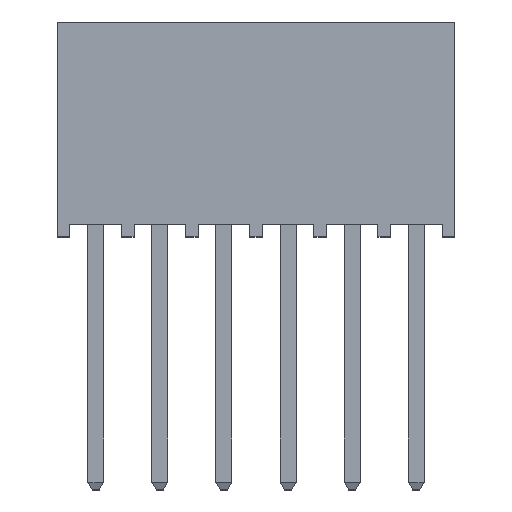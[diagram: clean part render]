
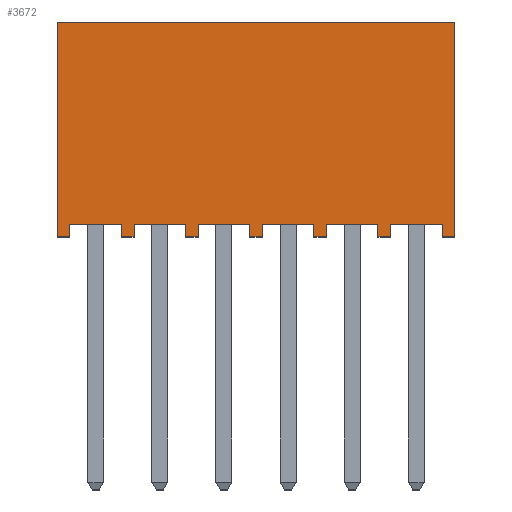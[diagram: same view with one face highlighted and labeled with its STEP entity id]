
A CAD part, top view. The second image highlights one B-rep face of the part: STEP entity #3672.
In plain terms, the highlighted planar face has unit normal (0, 0, 1).
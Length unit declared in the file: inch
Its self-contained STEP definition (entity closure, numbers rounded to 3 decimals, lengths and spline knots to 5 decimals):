
#59=ORIENTED_EDGE('',*,*,#1115,.F.);
#60=ORIENTED_EDGE('',*,*,#1116,.T.);
#61=ORIENTED_EDGE('',*,*,#1117,.F.);
#62=ORIENTED_EDGE('',*,*,#1118,.F.);
#63=ORIENTED_EDGE('',*,*,#1119,.T.);
#64=ORIENTED_EDGE('',*,*,#1120,.T.);
#65=ORIENTED_EDGE('',*,*,#1121,.F.);
#66=ORIENTED_EDGE('',*,*,#1122,.F.);
#67=ORIENTED_EDGE('',*,*,#1123,.F.);
#68=ORIENTED_EDGE('',*,*,#1124,.T.);
#69=ORIENTED_EDGE('',*,*,#1125,.F.);
#70=ORIENTED_EDGE('',*,*,#1126,.F.);
#71=ORIENTED_EDGE('',*,*,#1127,.F.);
#72=ORIENTED_EDGE('',*,*,#1128,.T.);
#73=ORIENTED_EDGE('',*,*,#1129,.F.);
#74=ORIENTED_EDGE('',*,*,#1130,.F.);
#75=ORIENTED_EDGE('',*,*,#1131,.F.);
#76=ORIENTED_EDGE('',*,*,#1132,.T.);
#77=ORIENTED_EDGE('',*,*,#1133,.F.);
#78=ORIENTED_EDGE('',*,*,#1134,.F.);
#79=ORIENTED_EDGE('',*,*,#1135,.F.);
#80=ORIENTED_EDGE('',*,*,#1136,.T.);
#81=ORIENTED_EDGE('',*,*,#1137,.F.);
#82=ORIENTED_EDGE('',*,*,#1138,.F.);
#83=ORIENTED_EDGE('',*,*,#1139,.F.);
#84=ORIENTED_EDGE('',*,*,#1140,.T.);
#85=ORIENTED_EDGE('',*,*,#1141,.F.);
#86=ORIENTED_EDGE('',*,*,#1142,.F.);
#1115=EDGE_CURVE('',#1643,#1644,#1995,.T.);
#1116=EDGE_CURVE('',#1643,#1645,#1996,.T.);
#1117=EDGE_CURVE('',#1646,#1645,#1997,.T.);
#1118=EDGE_CURVE('',#1647,#1646,#1998,.T.);
#1119=EDGE_CURVE('',#1647,#1648,#1999,.T.);
#1120=EDGE_CURVE('',#1648,#1649,#2000,.T.);
#1121=EDGE_CURVE('',#1650,#1649,#2001,.T.);
#1122=EDGE_CURVE('',#1651,#1650,#2002,.T.);
#1123=EDGE_CURVE('',#1652,#1651,#2003,.T.);
#1124=EDGE_CURVE('',#1652,#1653,#2004,.T.);
#1125=EDGE_CURVE('',#1654,#1653,#2005,.T.);
#1126=EDGE_CURVE('',#1655,#1654,#2006,.T.);
#1127=EDGE_CURVE('',#1656,#1655,#2007,.T.);
#1128=EDGE_CURVE('',#1656,#1657,#2008,.T.);
#1129=EDGE_CURVE('',#1658,#1657,#2009,.T.);
#1130=EDGE_CURVE('',#1659,#1658,#2010,.T.);
#1131=EDGE_CURVE('',#1660,#1659,#2011,.T.);
#1132=EDGE_CURVE('',#1660,#1661,#2012,.T.);
#1133=EDGE_CURVE('',#1662,#1661,#2013,.T.);
#1134=EDGE_CURVE('',#1663,#1662,#2014,.T.);
#1135=EDGE_CURVE('',#1664,#1663,#2015,.T.);
#1136=EDGE_CURVE('',#1664,#1665,#2016,.T.);
#1137=EDGE_CURVE('',#1666,#1665,#2017,.T.);
#1138=EDGE_CURVE('',#1667,#1666,#2018,.T.);
#1139=EDGE_CURVE('',#1668,#1667,#2019,.T.);
#1140=EDGE_CURVE('',#1668,#1669,#2020,.T.);
#1141=EDGE_CURVE('',#1670,#1669,#2021,.T.);
#1142=EDGE_CURVE('',#1644,#1670,#2022,.T.);
#1643=VERTEX_POINT('',#5061);
#1644=VERTEX_POINT('',#5062);
#1645=VERTEX_POINT('',#5064);
#1646=VERTEX_POINT('',#5066);
#1647=VERTEX_POINT('',#5068);
#1648=VERTEX_POINT('',#5070);
#1649=VERTEX_POINT('',#5072);
#1650=VERTEX_POINT('',#5074);
#1651=VERTEX_POINT('',#5076);
#1652=VERTEX_POINT('',#5078);
#1653=VERTEX_POINT('',#5080);
#1654=VERTEX_POINT('',#5082);
#1655=VERTEX_POINT('',#5084);
#1656=VERTEX_POINT('',#5086);
#1657=VERTEX_POINT('',#5088);
#1658=VERTEX_POINT('',#5090);
#1659=VERTEX_POINT('',#5092);
#1660=VERTEX_POINT('',#5094);
#1661=VERTEX_POINT('',#5096);
#1662=VERTEX_POINT('',#5098);
#1663=VERTEX_POINT('',#5100);
#1664=VERTEX_POINT('',#5102);
#1665=VERTEX_POINT('',#5104);
#1666=VERTEX_POINT('',#5106);
#1667=VERTEX_POINT('',#5108);
#1668=VERTEX_POINT('',#5110);
#1669=VERTEX_POINT('',#5112);
#1670=VERTEX_POINT('',#5114);
#1995=LINE('',#5060,#2523);
#1996=LINE('',#5063,#2524);
#1997=LINE('',#5065,#2525);
#1998=LINE('',#5067,#2526);
#1999=LINE('',#5069,#2527);
#2000=LINE('',#5071,#2528);
#2001=LINE('',#5073,#2529);
#2002=LINE('',#5075,#2530);
#2003=LINE('',#5077,#2531);
#2004=LINE('',#5079,#2532);
#2005=LINE('',#5081,#2533);
#2006=LINE('',#5083,#2534);
#2007=LINE('',#5085,#2535);
#2008=LINE('',#5087,#2536);
#2009=LINE('',#5089,#2537);
#2010=LINE('',#5091,#2538);
#2011=LINE('',#5093,#2539);
#2012=LINE('',#5095,#2540);
#2013=LINE('',#5097,#2541);
#2014=LINE('',#5099,#2542);
#2015=LINE('',#5101,#2543);
#2016=LINE('',#5103,#2544);
#2017=LINE('',#5105,#2545);
#2018=LINE('',#5107,#2546);
#2019=LINE('',#5109,#2547);
#2020=LINE('',#5111,#2548);
#2021=LINE('',#5113,#2549);
#2022=LINE('',#5115,#2550);
#2523=VECTOR('',#4117,39.37008);
#2524=VECTOR('',#4118,39.37008);
#2525=VECTOR('',#4119,39.37008);
#2526=VECTOR('',#4120,39.37008);
#2527=VECTOR('',#4121,39.37008);
#2528=VECTOR('',#4122,39.37008);
#2529=VECTOR('',#4123,39.37008);
#2530=VECTOR('',#4124,39.37008);
#2531=VECTOR('',#4125,39.37008);
#2532=VECTOR('',#4126,39.37008);
#2533=VECTOR('',#4127,39.37008);
#2534=VECTOR('',#4128,39.37008);
#2535=VECTOR('',#4129,39.37008);
#2536=VECTOR('',#4130,39.37008);
#2537=VECTOR('',#4131,39.37008);
#2538=VECTOR('',#4132,39.37008);
#2539=VECTOR('',#4133,39.37008);
#2540=VECTOR('',#4134,39.37008);
#2541=VECTOR('',#4135,39.37008);
#2542=VECTOR('',#4136,39.37008);
#2543=VECTOR('',#4137,39.37008);
#2544=VECTOR('',#4138,39.37008);
#2545=VECTOR('',#4139,39.37008);
#2546=VECTOR('',#4140,39.37008);
#2547=VECTOR('',#4141,39.37008);
#2548=VECTOR('',#4142,39.37008);
#2549=VECTOR('',#4143,39.37008);
#2550=VECTOR('',#4144,39.37008);
#3024=EDGE_LOOP('',(#59,#60,#61,#62,#63,#64,#65,#66,#67,#68,#69,#70,#71,
#72,#73,#74,#75,#76,#77,#78,#79,#80,#81,#82,#83,#84,#85,#86));
#3252=FACE_BOUND('',#3024,.T.);
#3480=PLANE('',#3890);
#3672=ADVANCED_FACE('',(#3252),#3480,.F.);
#3890=AXIS2_PLACEMENT_3D('',#5059,#4115,#4116);
#4115=DIRECTION('',(0.,0.,-1.));
#4116=DIRECTION('',(-1.,0.,0.));
#4117=DIRECTION('',(0.,1.,0.));
#4118=DIRECTION('',(1.,0.,0.));
#4119=DIRECTION('',(0.,-1.,0.));
#4120=DIRECTION('',(1.,0.,0.));
#4121=DIRECTION('',(0.,-1.,0.));
#4122=DIRECTION('',(1.,0.,0.));
#4123=DIRECTION('',(0.,-1.,0.));
#4124=DIRECTION('',(-1.,0.,0.));
#4125=DIRECTION('',(0.,1.,0.));
#4126=DIRECTION('',(1.,0.,0.));
#4127=DIRECTION('',(0.,-1.,0.));
#4128=DIRECTION('',(-1.,0.,0.));
#4129=DIRECTION('',(0.,1.,0.));
#4130=DIRECTION('',(1.,0.,0.));
#4131=DIRECTION('',(0.,-1.,0.));
#4132=DIRECTION('',(-1.,0.,0.));
#4133=DIRECTION('',(0.,1.,0.));
#4134=DIRECTION('',(1.,0.,0.));
#4135=DIRECTION('',(0.,-1.,0.));
#4136=DIRECTION('',(-1.,0.,0.));
#4137=DIRECTION('',(0.,1.,0.));
#4138=DIRECTION('',(1.,0.,0.));
#4139=DIRECTION('',(0.,-1.,0.));
#4140=DIRECTION('',(-1.,0.,0.));
#4141=DIRECTION('',(0.,1.,0.));
#4142=DIRECTION('',(1.,0.,0.));
#4143=DIRECTION('',(0.,-1.,0.));
#4144=DIRECTION('',(-1.,0.,0.));
#5059=CARTESIAN_POINT('',(-0.31,0.335,0.0975));
#5060=CARTESIAN_POINT('',(0.29,0.335,0.0975));
#5061=CARTESIAN_POINT('',(0.29,0.,0.0975));
#5062=CARTESIAN_POINT('',(0.29,0.02,0.0975));
#5063=CARTESIAN_POINT('',(-0.31,0.,0.0975));
#5064=CARTESIAN_POINT('',(0.31,0.,0.0975));
#5065=CARTESIAN_POINT('',(0.31,0.335,0.0975));
#5066=CARTESIAN_POINT('',(0.31,0.335,0.0975));
#5067=CARTESIAN_POINT('',(-0.31,0.335,0.0975));
#5068=CARTESIAN_POINT('',(-0.31,0.335,0.0975));
#5069=CARTESIAN_POINT('',(-0.31,0.335,0.0975));
#5070=CARTESIAN_POINT('',(-0.31,0.,0.0975));
#5071=CARTESIAN_POINT('',(-0.31,0.,0.0975));
#5072=CARTESIAN_POINT('',(-0.29,0.,0.0975));
#5073=CARTESIAN_POINT('',(-0.29,0.335,0.0975));
#5074=CARTESIAN_POINT('',(-0.29,0.02,0.0975));
#5075=CARTESIAN_POINT('',(-0.31,0.02,0.0975));
#5076=CARTESIAN_POINT('',(-0.21,0.02,0.0975));
#5077=CARTESIAN_POINT('',(-0.21,0.335,0.0975));
#5078=CARTESIAN_POINT('',(-0.21,0.,0.0975));
#5079=CARTESIAN_POINT('',(-0.31,0.,0.0975));
#5080=CARTESIAN_POINT('',(-0.19,0.,0.0975));
#5081=CARTESIAN_POINT('',(-0.19,0.335,0.0975));
#5082=CARTESIAN_POINT('',(-0.19,0.02,0.0975));
#5083=CARTESIAN_POINT('',(-0.31,0.02,0.0975));
#5084=CARTESIAN_POINT('',(-0.11,0.02,0.0975));
#5085=CARTESIAN_POINT('',(-0.11,0.335,0.0975));
#5086=CARTESIAN_POINT('',(-0.11,0.,0.0975));
#5087=CARTESIAN_POINT('',(-0.31,0.,0.0975));
#5088=CARTESIAN_POINT('',(-0.09,0.,0.0975));
#5089=CARTESIAN_POINT('',(-0.09,0.335,0.0975));
#5090=CARTESIAN_POINT('',(-0.09,0.02,0.0975));
#5091=CARTESIAN_POINT('',(-0.31,0.02,0.0975));
#5092=CARTESIAN_POINT('',(-0.01,0.02,0.0975));
#5093=CARTESIAN_POINT('',(-0.01,0.335,0.0975));
#5094=CARTESIAN_POINT('',(-0.01,0.,0.0975));
#5095=CARTESIAN_POINT('',(-0.31,0.,0.0975));
#5096=CARTESIAN_POINT('',(0.01,0.,0.0975));
#5097=CARTESIAN_POINT('',(0.01,0.335,0.0975));
#5098=CARTESIAN_POINT('',(0.01,0.02,0.0975));
#5099=CARTESIAN_POINT('',(-0.31,0.02,0.0975));
#5100=CARTESIAN_POINT('',(0.09,0.02,0.0975));
#5101=CARTESIAN_POINT('',(0.09,0.335,0.0975));
#5102=CARTESIAN_POINT('',(0.09,0.,0.0975));
#5103=CARTESIAN_POINT('',(-0.31,0.,0.0975));
#5104=CARTESIAN_POINT('',(0.11,0.,0.0975));
#5105=CARTESIAN_POINT('',(0.11,0.335,0.0975));
#5106=CARTESIAN_POINT('',(0.11,0.02,0.0975));
#5107=CARTESIAN_POINT('',(-0.31,0.02,0.0975));
#5108=CARTESIAN_POINT('',(0.19,0.02,0.0975));
#5109=CARTESIAN_POINT('',(0.19,0.335,0.0975));
#5110=CARTESIAN_POINT('',(0.19,0.,0.0975));
#5111=CARTESIAN_POINT('',(-0.31,0.,0.0975));
#5112=CARTESIAN_POINT('',(0.21,0.,0.0975));
#5113=CARTESIAN_POINT('',(0.21,0.335,0.0975));
#5114=CARTESIAN_POINT('',(0.21,0.02,0.0975));
#5115=CARTESIAN_POINT('',(-0.31,0.02,0.0975));
